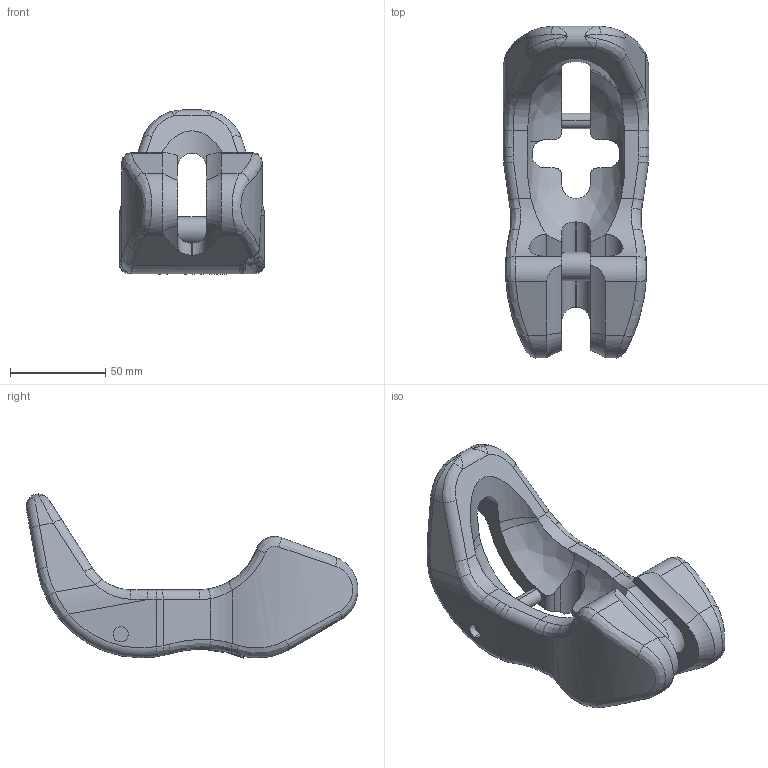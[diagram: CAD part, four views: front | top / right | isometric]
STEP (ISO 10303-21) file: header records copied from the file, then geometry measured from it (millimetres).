
FILE_DESCRIPTION((''),'2;1');
FILE_NAME('001-M34158-P-1','2014-08-15T',('Andreas.Wendler'),(''),'PRO/ENGINEER BY PARAMETRIC TECHNOLOGY CORPORATION, 2010140','PRO/ENGINEER BY PARAMETRIC TECHNOLOGY CORPORATION, 2010140','');
FILE_SCHEMA(('CONFIG_CONTROL_DESIGN'));
Length unit declared in the file: millimetre
Products named in the file (1): 001-M34158-P-1
Bounding box: 76.4 x 174.18 x 86.09 mm (x, y, z)
Volume: 329938.7 mm3; surface area: 51470.6 mm2
Topology: 1 solids, 1 shells, 373 faces, 1032 edges, 666 vertices
Faces by surface type: plane 215, cylinder 85, bspline 57, torus 16
Entity records: 14390 total; most frequent: CARTESIAN_POINT 5700, ORIENTED_EDGE 2064, DIRECTION 1468, EDGE_CURVE 1032, VERTEX_POINT 666, AXIS2_PLACEMENT_3D 539, B_SPLINE_CURVE_WITH_KNOTS 419, VECTOR 390
